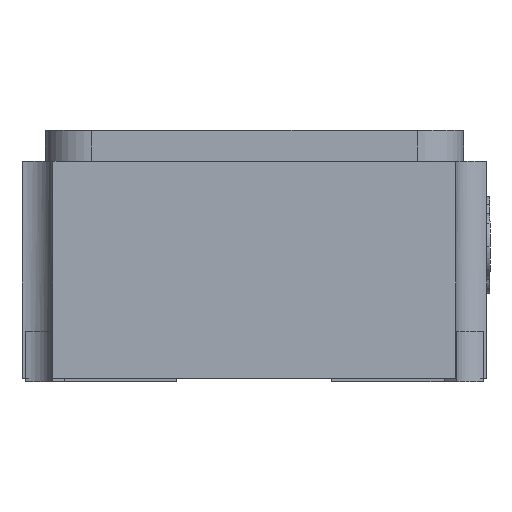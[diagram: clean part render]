
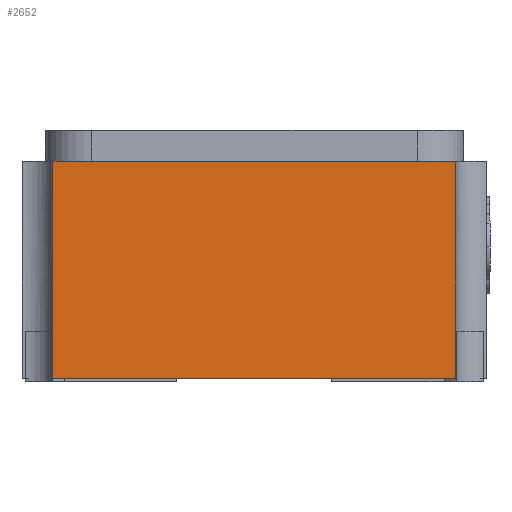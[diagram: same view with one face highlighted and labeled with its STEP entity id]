
A CAD part, left-side view. The second image highlights one B-rep face of the part: STEP entity #2652.
In plain terms, the highlighted planar face has unit normal (-1, 0, 0).
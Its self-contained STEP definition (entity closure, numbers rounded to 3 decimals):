
#136 = DIRECTION ( 'NONE',  ( 0., 0., 1. ) ) ;
#471 = DIRECTION ( 'NONE',  ( 1., 0., 0. ) ) ;
#1562 = ORIENTED_EDGE ( 'NONE', *, *, #14841, .F. ) ;
#1681 = LINE ( 'NONE', #11958, #4754 ) ;
#1850 = DIRECTION ( 'NONE',  ( 0., -1., 0. ) ) ;
#2109 = CARTESIAN_POINT ( 'NONE',  ( -1.6, -0.75, 0. ) ) ;
#2205 = PLANE ( 'NONE',  #10417 ) ;
#2652 = ADVANCED_FACE ( 'NONE', ( #3220 ), #2205, .F. ) ;
#2933 = LINE ( 'NONE', #6921, #5454 ) ;
#3083 = VECTOR ( 'NONE', #1850, 1000. ) ;
#3220 = FACE_OUTER_BOUND ( 'NONE', #15185, .T. ) ;
#3800 = ORIENTED_EDGE ( 'NONE', *, *, #15978, .F. ) ;
#4144 = CARTESIAN_POINT ( 'NONE',  ( -1.6, 0.65, 0. ) ) ;
#4421 = LINE ( 'NONE', #2109, #12465 ) ;
#4570 = ORIENTED_EDGE ( 'NONE', *, *, #16150, .F. ) ;
#4754 = VECTOR ( 'NONE', #136, 1000. ) ;
#5367 = EDGE_CURVE ( 'NONE', #13508, #11440, #2933, .T. ) ;
#5454 = VECTOR ( 'NONE', #10944, 1000. ) ;
#5996 = DIRECTION ( 'NONE',  ( 0., 1., 0. ) ) ;
#6921 = CARTESIAN_POINT ( 'NONE',  ( -1.6, -0.65, 0.8 ) ) ;
#8926 = CARTESIAN_POINT ( 'NONE',  ( -1.6, 0.65, 0.7 ) ) ;
#9868 = CARTESIAN_POINT ( 'NONE',  ( -1.6, -0.75, 0.8 ) ) ;
#9984 = ORIENTED_EDGE ( 'NONE', *, *, #5367, .T. ) ;
#10417 = AXIS2_PLACEMENT_3D ( 'NONE', #9868, #471, #5996 ) ;
#10944 = DIRECTION ( 'NONE',  ( 0., 0., 1. ) ) ;
#11440 = VERTEX_POINT ( 'NONE', #12239 ) ;
#11958 = CARTESIAN_POINT ( 'NONE',  ( -1.6, 0.65, 0.8 ) ) ;
#12162 = VERTEX_POINT ( 'NONE', #4144 ) ;
#12202 = LINE ( 'NONE', #12473, #3083 ) ;
#12239 = CARTESIAN_POINT ( 'NONE',  ( -1.6, -0.65, 0.7 ) ) ;
#12465 = VECTOR ( 'NONE', #14870, 1000. ) ;
#12473 = CARTESIAN_POINT ( 'NONE',  ( -1.6, 0., 0.7 ) ) ;
#13508 = VERTEX_POINT ( 'NONE', #15523 ) ;
#14841 = EDGE_CURVE ( 'NONE', #16806, #11440, #12202, .T. ) ;
#14870 = DIRECTION ( 'NONE',  ( 0., 1., 0. ) ) ;
#15185 = EDGE_LOOP ( 'NONE', ( #3800, #4570, #9984, #1562 ) ) ;
#15523 = CARTESIAN_POINT ( 'NONE',  ( -1.6, -0.65, 0. ) ) ;
#15978 = EDGE_CURVE ( 'NONE', #12162, #16806, #1681, .T. ) ;
#16150 = EDGE_CURVE ( 'NONE', #13508, #12162, #4421, .T. ) ;
#16806 = VERTEX_POINT ( 'NONE', #8926 ) ;
